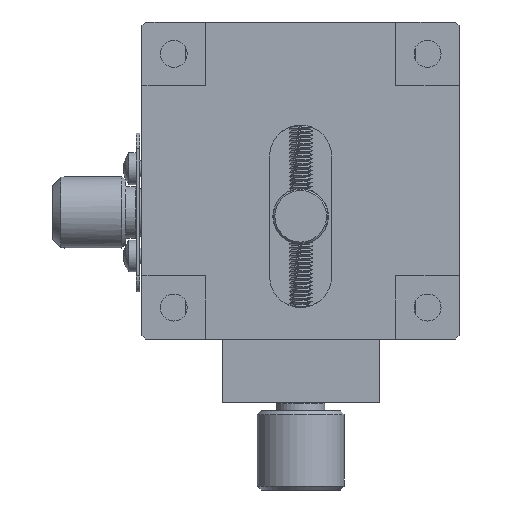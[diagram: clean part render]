
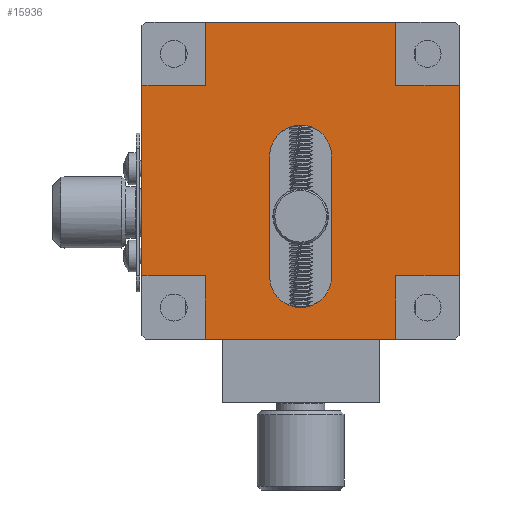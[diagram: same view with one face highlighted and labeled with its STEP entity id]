
A CAD part, front view. The second image highlights one B-rep face of the part: STEP entity #15936.
In plain terms, the highlighted planar face has unit normal (0, -1, 0).
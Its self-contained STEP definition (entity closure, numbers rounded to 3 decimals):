
#217 = DIRECTION ( 'NONE',  ( 0., 0., -1. ) ) ;
#792 = EDGE_CURVE ( 'NONE', #1747, #15579, #31223, .T. ) ;
#1747 = VERTEX_POINT ( 'NONE', #37597 ) ;
#1842 = CARTESIAN_POINT ( 'NONE',  ( 23.9, 0.2, -32.1 ) ) ;
#1950 = CARTESIAN_POINT ( 'NONE',  ( 0., 0.2, -8. ) ) ;
#2101 = LINE ( 'NONE', #9307, #19808 ) ;
#2176 = CIRCLE ( 'NONE', #15129, 3.9 ) ;
#2840 = DIRECTION ( 'NONE',  ( 0., 0., 1. ) ) ;
#3052 = CARTESIAN_POINT ( 'NONE',  ( 20., 0.2, -20. ) ) ;
#3087 = DIRECTION ( 'NONE',  ( 0., 0., -1. ) ) ;
#3762 = DIRECTION ( 'NONE',  ( 0., 1., 0. ) ) ;
#3797 = EDGE_CURVE ( 'NONE', #11670, #4342, #2101, .T. ) ;
#3999 = EDGE_LOOP ( 'NONE', ( #32660, #31781, #7058, #29044 ) ) ;
#4132 = VERTEX_POINT ( 'NONE', #7245 ) ;
#4342 = VERTEX_POINT ( 'NONE', #19711 ) ;
#4459 = VERTEX_POINT ( 'NONE', #1842 ) ;
#4652 = CARTESIAN_POINT ( 'NONE',  ( 40., 0.2, -32. ) ) ;
#4720 = EDGE_CURVE ( 'NONE', #15701, #23158, #20317, .T. ) ;
#4795 = ORIENTED_EDGE ( 'NONE', *, *, #19308, .T. ) ;
#5552 = CARTESIAN_POINT ( 'NONE',  ( 40., 0.2, 0. ) ) ;
#5635 = ORIENTED_EDGE ( 'NONE', *, *, #22044, .F. ) ;
#5774 = DIRECTION ( 'NONE',  ( 0., -1., 0. ) ) ;
#5832 = CARTESIAN_POINT ( 'NONE',  ( 0., 0.2, -40. ) ) ;
#5994 = CARTESIAN_POINT ( 'NONE',  ( 8., 0.2, 0. ) ) ;
#6049 = DIRECTION ( 'NONE',  ( 1., 0., 0. ) ) ;
#6086 = VECTOR ( 'NONE', #3087, 1000. ) ;
#6274 = VERTEX_POINT ( 'NONE', #13566 ) ;
#6383 = DIRECTION ( 'NONE',  ( 0., 0., -1. ) ) ;
#6442 = FACE_OUTER_BOUND ( 'NONE', #16384, .T. ) ;
#6478 = DIRECTION ( 'NONE',  ( 0., 0., 1. ) ) ;
#6848 = DIRECTION ( 'NONE',  ( 0., 0., 1. ) ) ;
#7058 = ORIENTED_EDGE ( 'NONE', *, *, #34710, .T. ) ;
#7245 = CARTESIAN_POINT ( 'NONE',  ( 23.9, 0.2, -16.9 ) ) ;
#7433 = EDGE_CURVE ( 'NONE', #28269, #6274, #17688, .T. ) ;
#8557 = VERTEX_POINT ( 'NONE', #33766 ) ;
#9000 = LINE ( 'NONE', #22781, #27302 ) ;
#9307 = CARTESIAN_POINT ( 'NONE',  ( 0., 0.2, 0. ) ) ;
#9384 = ORIENTED_EDGE ( 'NONE', *, *, #36767, .F. ) ;
#9508 = VERTEX_POINT ( 'NONE', #40170 ) ;
#9652 = CARTESIAN_POINT ( 'NONE',  ( 16.1, 0.2, -32.1 ) ) ;
#9696 = VECTOR ( 'NONE', #6478, 1000. ) ;
#10082 = LINE ( 'NONE', #15986, #9696 ) ;
#10475 = EDGE_CURVE ( 'NONE', #6274, #23158, #16171, .T. ) ;
#10803 = CARTESIAN_POINT ( 'NONE',  ( 0., 0.2, -32. ) ) ;
#11114 = VECTOR ( 'NONE', #6848, 1000. ) ;
#11570 = DIRECTION ( 'NONE',  ( 0., 0., -1. ) ) ;
#11670 = VERTEX_POINT ( 'NONE', #29825 ) ;
#12229 = CARTESIAN_POINT ( 'NONE',  ( 32., 0.2, -32. ) ) ;
#12381 = EDGE_CURVE ( 'NONE', #15701, #42598, #9000, .T. ) ;
#12704 = LINE ( 'NONE', #36856, #30485 ) ;
#13566 = CARTESIAN_POINT ( 'NONE',  ( 8., 0.2, -32. ) ) ;
#14520 = CARTESIAN_POINT ( 'NONE',  ( 8., 0.2, -40. ) ) ;
#14729 = ORIENTED_EDGE ( 'NONE', *, *, #10475, .F. ) ;
#15039 = VECTOR ( 'NONE', #11570, 1000. ) ;
#15129 = AXIS2_PLACEMENT_3D ( 'NONE', #16871, #3762, #27257 ) ;
#15579 = VERTEX_POINT ( 'NONE', #32195 ) ;
#15701 = VERTEX_POINT ( 'NONE', #1950 ) ;
#15714 = LINE ( 'NONE', #5552, #19715 ) ;
#15936 = ADVANCED_FACE ( 'NONE', ( #33978, #6442 ), #27208, .T. ) ;
#15986 = CARTESIAN_POINT ( 'NONE',  ( 16.1, 0.2, -16.9 ) ) ;
#16122 = VECTOR ( 'NONE', #2840, 1000. ) ;
#16171 = LINE ( 'NONE', #29945, #21428 ) ;
#16384 = EDGE_LOOP ( 'NONE', ( #40771, #14729, #34670, #4795, #5635, #43475, #41932, #26672, #41265, #30427, #9384, #32735 ) ) ;
#16871 = CARTESIAN_POINT ( 'NONE',  ( 20., 0.2, -16.9 ) ) ;
#17688 = LINE ( 'NONE', #14520, #11114 ) ;
#19308 = EDGE_CURVE ( 'NONE', #28269, #9508, #43529, .T. ) ;
#19711 = CARTESIAN_POINT ( 'NONE',  ( 8., 0.2, 0. ) ) ;
#19715 = VECTOR ( 'NONE', #30583, 1000. ) ;
#19808 = VECTOR ( 'NONE', #40021, 1000. ) ;
#20317 = LINE ( 'NONE', #24370, #37889 ) ;
#20457 = VECTOR ( 'NONE', #21062, 1000. ) ;
#21062 = DIRECTION ( 'NONE',  ( 1., 0., 0. ) ) ;
#21428 = VECTOR ( 'NONE', #43704, 1000. ) ;
#22044 = EDGE_CURVE ( 'NONE', #35266, #9508, #26808, .T. ) ;
#22045 = VECTOR ( 'NONE', #6049, 1000. ) ;
#22096 = EDGE_CURVE ( 'NONE', #33932, #8557, #10082, .T. ) ;
#22781 = CARTESIAN_POINT ( 'NONE',  ( 0., 0.2, -8. ) ) ;
#22936 = VECTOR ( 'NONE', #40718, 1000. ) ;
#23158 = VERTEX_POINT ( 'NONE', #10803 ) ;
#24014 = VERTEX_POINT ( 'NONE', #4652 ) ;
#24189 = EDGE_CURVE ( 'NONE', #24014, #15579, #15714, .T. ) ;
#24370 = CARTESIAN_POINT ( 'NONE',  ( 0., 0.2, 0. ) ) ;
#26365 = CARTESIAN_POINT ( 'NONE',  ( 32., 0.2, -40. ) ) ;
#26672 = ORIENTED_EDGE ( 'NONE', *, *, #792, .F. ) ;
#26808 = LINE ( 'NONE', #26365, #6086 ) ;
#26990 = DIRECTION ( 'NONE',  ( 0., 0., -1. ) ) ;
#27208 = PLANE ( 'NONE',  #27424 ) ;
#27257 = DIRECTION ( 'NONE',  ( 0., 0., -1. ) ) ;
#27302 = VECTOR ( 'NONE', #36550, 1000. ) ;
#27414 = EDGE_CURVE ( 'NONE', #8557, #4132, #2176, .T. ) ;
#27424 = AXIS2_PLACEMENT_3D ( 'NONE', #3052, #5774, #26990 ) ;
#27590 = DIRECTION ( 'NONE',  ( 0., 1., 0. ) ) ;
#27842 = CARTESIAN_POINT ( 'NONE',  ( 40., 0.2, -8. ) ) ;
#28269 = VERTEX_POINT ( 'NONE', #32762 ) ;
#28721 = LINE ( 'NONE', #42487, #15039 ) ;
#29044 = ORIENTED_EDGE ( 'NONE', *, *, #22096, .T. ) ;
#29093 = EDGE_CURVE ( 'NONE', #4132, #4459, #33275, .T. ) ;
#29825 = CARTESIAN_POINT ( 'NONE',  ( 32., 0.2, 0. ) ) ;
#29945 = CARTESIAN_POINT ( 'NONE',  ( 0., 0.2, -32. ) ) ;
#30337 = CARTESIAN_POINT ( 'NONE',  ( 23.9, 0.2, -16.9 ) ) ;
#30351 = CIRCLE ( 'NONE', #41173, 3.9 ) ;
#30427 = ORIENTED_EDGE ( 'NONE', *, *, #3797, .T. ) ;
#30485 = VECTOR ( 'NONE', #33456, 1000. ) ;
#30583 = DIRECTION ( 'NONE',  ( 0., 0., 1. ) ) ;
#30906 = EDGE_CURVE ( 'NONE', #11670, #1747, #28721, .T. ) ;
#31223 = LINE ( 'NONE', #27842, #20457 ) ;
#31781 = ORIENTED_EDGE ( 'NONE', *, *, #29093, .T. ) ;
#32195 = CARTESIAN_POINT ( 'NONE',  ( 40., 0.2, -8. ) ) ;
#32660 = ORIENTED_EDGE ( 'NONE', *, *, #27414, .T. ) ;
#32735 = ORIENTED_EDGE ( 'NONE', *, *, #12381, .F. ) ;
#32762 = CARTESIAN_POINT ( 'NONE',  ( 8., 0.2, -40. ) ) ;
#33275 = LINE ( 'NONE', #30337, #22936 ) ;
#33456 = DIRECTION ( 'NONE',  ( -1., 0., 0. ) ) ;
#33766 = CARTESIAN_POINT ( 'NONE',  ( 16.1, 0.2, -16.9 ) ) ;
#33932 = VERTEX_POINT ( 'NONE', #9652 ) ;
#33978 = FACE_BOUND ( 'NONE', #3999, .T. ) ;
#34670 = ORIENTED_EDGE ( 'NONE', *, *, #7433, .F. ) ;
#34710 = EDGE_CURVE ( 'NONE', #4459, #33932, #30351, .T. ) ;
#35266 = VERTEX_POINT ( 'NONE', #12229 ) ;
#36550 = DIRECTION ( 'NONE',  ( 1., 0., 0. ) ) ;
#36767 = EDGE_CURVE ( 'NONE', #42598, #4342, #37808, .T. ) ;
#36856 = CARTESIAN_POINT ( 'NONE',  ( 40., 0.2, -32. ) ) ;
#37537 = CARTESIAN_POINT ( 'NONE',  ( 20., 0.2, -32.1 ) ) ;
#37597 = CARTESIAN_POINT ( 'NONE',  ( 32., 0.2, -8. ) ) ;
#37808 = LINE ( 'NONE', #5994, #16122 ) ;
#37889 = VECTOR ( 'NONE', #217, 1000. ) ;
#39639 = CARTESIAN_POINT ( 'NONE',  ( 8., 0.2, -8. ) ) ;
#40021 = DIRECTION ( 'NONE',  ( -1., 0., 0. ) ) ;
#40170 = CARTESIAN_POINT ( 'NONE',  ( 32., 0.2, -40. ) ) ;
#40718 = DIRECTION ( 'NONE',  ( 0., 0., -1. ) ) ;
#40771 = ORIENTED_EDGE ( 'NONE', *, *, #4720, .T. ) ;
#41173 = AXIS2_PLACEMENT_3D ( 'NONE', #37537, #27590, #6383 ) ;
#41265 = ORIENTED_EDGE ( 'NONE', *, *, #30906, .F. ) ;
#41932 = ORIENTED_EDGE ( 'NONE', *, *, #24189, .T. ) ;
#42487 = CARTESIAN_POINT ( 'NONE',  ( 32., 0.2, 0. ) ) ;
#42598 = VERTEX_POINT ( 'NONE', #39639 ) ;
#43475 = ORIENTED_EDGE ( 'NONE', *, *, #44403, .F. ) ;
#43529 = LINE ( 'NONE', #5832, #22045 ) ;
#43704 = DIRECTION ( 'NONE',  ( -1., 0., 0. ) ) ;
#44403 = EDGE_CURVE ( 'NONE', #24014, #35266, #12704, .T. ) ;
